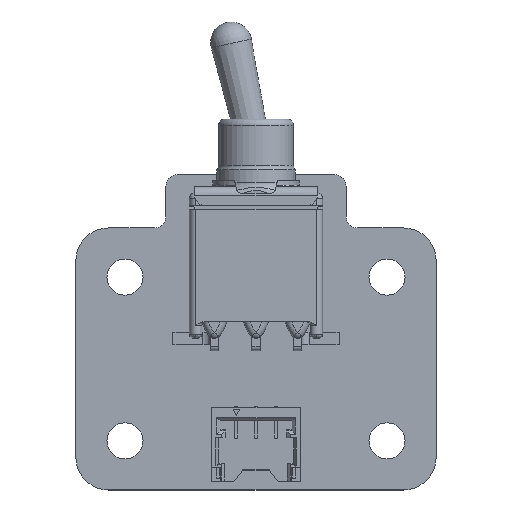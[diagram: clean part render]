
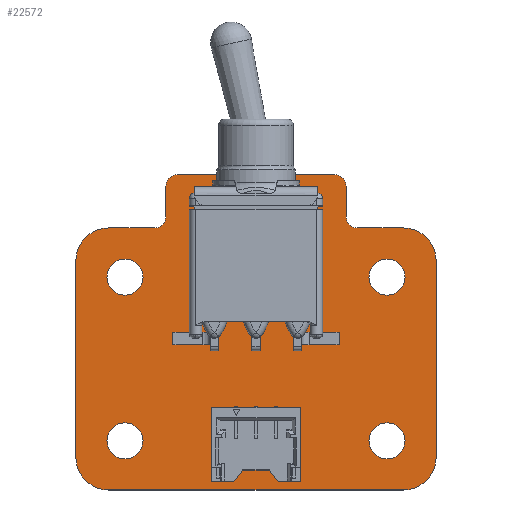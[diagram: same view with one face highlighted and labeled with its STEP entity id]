
A CAD part, top view. The second image highlights one B-rep face of the part: STEP entity #22572.
In plain terms, the highlighted planar face has unit normal (0, 0, 1).
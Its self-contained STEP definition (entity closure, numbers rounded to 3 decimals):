
#22311 = VERTEX_POINT('',#22312);
#22312 = CARTESIAN_POINT('',(157.8,-38.75,0.6));
#22318 = EDGE_CURVE('',#22311,#22319,#22321,.T.);
#22319 = VERTEX_POINT('',#22320);
#22320 = CARTESIAN_POINT('',(158.5,-39.45,0.6));
#22321 = CIRCLE('',#22322,0.7);
#22322 = AXIS2_PLACEMENT_3D('',#22323,#22324,#22325);
#22323 = CARTESIAN_POINT('',(157.8,-39.45,0.6));
#22324 = DIRECTION('',(0.,0.,-1.));
#22325 = DIRECTION('',(0.,1.,0.));
#22353 = VERTEX_POINT('',#22354);
#22354 = CARTESIAN_POINT('',(148.2,-38.75,0.6));
#22360 = EDGE_CURVE('',#22353,#22311,#22361,.T.);
#22361 = LINE('',#22362,#22363);
#22362 = CARTESIAN_POINT('',(148.2,-38.75,0.6));
#22363 = VECTOR('',#22364,1.);
#22364 = DIRECTION('',(1.,0.,0.));
#22382 = EDGE_CURVE('',#22319,#22383,#22385,.T.);
#22383 = VERTEX_POINT('',#22384);
#22384 = CARTESIAN_POINT('',(158.5,-41.3,0.6));
#22385 = LINE('',#22386,#22387);
#22386 = CARTESIAN_POINT('',(158.5,-39.45,0.6));
#22387 = VECTOR('',#22388,1.);
#22388 = DIRECTION('',(0.,-1.,0.));
#22572 = ADVANCED_FACE('',(#22573,#22687,#22698,#22709,#22720),#22731,
  .F.);
#22573 = FACE_BOUND('',#22574,.F.);
#22574 = EDGE_LOOP('',(#22575,#22576,#22577,#22586,#22594,#22603,#22611,
    #22620,#22628,#22637,#22645,#22654,#22662,#22671,#22679,#22686));
#22575 = ORIENTED_EDGE('',*,*,#22318,.T.);
#22576 = ORIENTED_EDGE('',*,*,#22382,.T.);
#22577 = ORIENTED_EDGE('',*,*,#22578,.T.);
#22578 = EDGE_CURVE('',#22383,#22579,#22581,.T.);
#22579 = VERTEX_POINT('',#22580);
#22580 = CARTESIAN_POINT('',(159.2,-42.,0.6));
#22581 = CIRCLE('',#22582,0.7);
#22582 = AXIS2_PLACEMENT_3D('',#22583,#22584,#22585);
#22583 = CARTESIAN_POINT('',(159.2,-41.3,0.6));
#22584 = DIRECTION('',(0.,0.,1.));
#22585 = DIRECTION('',(-1.,0.,0.));
#22586 = ORIENTED_EDGE('',*,*,#22587,.T.);
#22587 = EDGE_CURVE('',#22579,#22588,#22590,.T.);
#22588 = VERTEX_POINT('',#22589);
#22589 = CARTESIAN_POINT('',(162.,-42.,0.6));
#22590 = LINE('',#22591,#22592);
#22591 = CARTESIAN_POINT('',(159.2,-42.,0.6));
#22592 = VECTOR('',#22593,1.);
#22593 = DIRECTION('',(1.,0.,0.));
#22594 = ORIENTED_EDGE('',*,*,#22595,.T.);
#22595 = EDGE_CURVE('',#22588,#22596,#22598,.T.);
#22596 = VERTEX_POINT('',#22597);
#22597 = CARTESIAN_POINT('',(164.,-44.,0.6));
#22598 = CIRCLE('',#22599,2.);
#22599 = AXIS2_PLACEMENT_3D('',#22600,#22601,#22602);
#22600 = CARTESIAN_POINT('',(162.,-44.,0.6));
#22601 = DIRECTION('',(0.,0.,-1.));
#22602 = DIRECTION('',(0.,1.,0.));
#22603 = ORIENTED_EDGE('',*,*,#22604,.T.);
#22604 = EDGE_CURVE('',#22596,#22605,#22607,.T.);
#22605 = VERTEX_POINT('',#22606);
#22606 = CARTESIAN_POINT('',(164.,-56.,0.6));
#22607 = LINE('',#22608,#22609);
#22608 = CARTESIAN_POINT('',(164.,-44.,0.6));
#22609 = VECTOR('',#22610,1.);
#22610 = DIRECTION('',(0.,-1.,0.));
#22611 = ORIENTED_EDGE('',*,*,#22612,.T.);
#22612 = EDGE_CURVE('',#22605,#22613,#22615,.T.);
#22613 = VERTEX_POINT('',#22614);
#22614 = CARTESIAN_POINT('',(162.,-58.,0.6));
#22615 = CIRCLE('',#22616,2.);
#22616 = AXIS2_PLACEMENT_3D('',#22617,#22618,#22619);
#22617 = CARTESIAN_POINT('',(162.,-56.,0.6));
#22618 = DIRECTION('',(0.,0.,-1.));
#22619 = DIRECTION('',(1.,0.,0.));
#22620 = ORIENTED_EDGE('',*,*,#22621,.T.);
#22621 = EDGE_CURVE('',#22613,#22622,#22624,.T.);
#22622 = VERTEX_POINT('',#22623);
#22623 = CARTESIAN_POINT('',(144.,-58.,0.6));
#22624 = LINE('',#22625,#22626);
#22625 = CARTESIAN_POINT('',(162.,-58.,0.6));
#22626 = VECTOR('',#22627,1.);
#22627 = DIRECTION('',(-1.,0.,0.));
#22628 = ORIENTED_EDGE('',*,*,#22629,.T.);
#22629 = EDGE_CURVE('',#22622,#22630,#22632,.T.);
#22630 = VERTEX_POINT('',#22631);
#22631 = CARTESIAN_POINT('',(142.,-56.,0.6));
#22632 = CIRCLE('',#22633,2.);
#22633 = AXIS2_PLACEMENT_3D('',#22634,#22635,#22636);
#22634 = CARTESIAN_POINT('',(144.,-56.,0.6));
#22635 = DIRECTION('',(0.,0.,-1.));
#22636 = DIRECTION('',(0.,-1.,0.));
#22637 = ORIENTED_EDGE('',*,*,#22638,.T.);
#22638 = EDGE_CURVE('',#22630,#22639,#22641,.T.);
#22639 = VERTEX_POINT('',#22640);
#22640 = CARTESIAN_POINT('',(142.,-44.,0.6));
#22641 = LINE('',#22642,#22643);
#22642 = CARTESIAN_POINT('',(142.,-56.,0.6));
#22643 = VECTOR('',#22644,1.);
#22644 = DIRECTION('',(0.,1.,0.));
#22645 = ORIENTED_EDGE('',*,*,#22646,.T.);
#22646 = EDGE_CURVE('',#22639,#22647,#22649,.T.);
#22647 = VERTEX_POINT('',#22648);
#22648 = CARTESIAN_POINT('',(144.,-42.,0.6));
#22649 = CIRCLE('',#22650,2.);
#22650 = AXIS2_PLACEMENT_3D('',#22651,#22652,#22653);
#22651 = CARTESIAN_POINT('',(144.,-44.,0.6));
#22652 = DIRECTION('',(0.,0.,-1.));
#22653 = DIRECTION('',(-1.,0.,-0.));
#22654 = ORIENTED_EDGE('',*,*,#22655,.T.);
#22655 = EDGE_CURVE('',#22647,#22656,#22658,.T.);
#22656 = VERTEX_POINT('',#22657);
#22657 = CARTESIAN_POINT('',(146.8,-42.,0.6));
#22658 = LINE('',#22659,#22660);
#22659 = CARTESIAN_POINT('',(144.,-42.,0.6));
#22660 = VECTOR('',#22661,1.);
#22661 = DIRECTION('',(1.,0.,0.));
#22662 = ORIENTED_EDGE('',*,*,#22663,.T.);
#22663 = EDGE_CURVE('',#22656,#22664,#22666,.T.);
#22664 = VERTEX_POINT('',#22665);
#22665 = CARTESIAN_POINT('',(147.5,-41.3,0.6));
#22666 = CIRCLE('',#22667,0.7);
#22667 = AXIS2_PLACEMENT_3D('',#22668,#22669,#22670);
#22668 = CARTESIAN_POINT('',(146.8,-41.3,0.6));
#22669 = DIRECTION('',(0.,0.,1.));
#22670 = DIRECTION('',(0.,-1.,0.));
#22671 = ORIENTED_EDGE('',*,*,#22672,.T.);
#22672 = EDGE_CURVE('',#22664,#22673,#22675,.T.);
#22673 = VERTEX_POINT('',#22674);
#22674 = CARTESIAN_POINT('',(147.5,-39.45,0.6));
#22675 = LINE('',#22676,#22677);
#22676 = CARTESIAN_POINT('',(147.5,-41.3,0.6));
#22677 = VECTOR('',#22678,1.);
#22678 = DIRECTION('',(0.,1.,0.));
#22679 = ORIENTED_EDGE('',*,*,#22680,.T.);
#22680 = EDGE_CURVE('',#22673,#22353,#22681,.T.);
#22681 = CIRCLE('',#22682,0.7);
#22682 = AXIS2_PLACEMENT_3D('',#22683,#22684,#22685);
#22683 = CARTESIAN_POINT('',(148.2,-39.45,0.6));
#22684 = DIRECTION('',(0.,0.,-1.));
#22685 = DIRECTION('',(-1.,0.,-0.));
#22686 = ORIENTED_EDGE('',*,*,#22360,.T.);
#22687 = FACE_BOUND('',#22688,.F.);
#22688 = EDGE_LOOP('',(#22689));
#22689 = ORIENTED_EDGE('',*,*,#22690,.F.);
#22690 = EDGE_CURVE('',#22691,#22691,#22693,.T.);
#22691 = VERTEX_POINT('',#22692);
#22692 = CARTESIAN_POINT('',(161.,-56.1,0.6));
#22693 = CIRCLE('',#22694,1.1);
#22694 = AXIS2_PLACEMENT_3D('',#22695,#22696,#22697);
#22695 = CARTESIAN_POINT('',(161.,-55.,0.6));
#22696 = DIRECTION('',(-0.,0.,-1.));
#22697 = DIRECTION('',(-0.,-1.,0.));
#22698 = FACE_BOUND('',#22699,.F.);
#22699 = EDGE_LOOP('',(#22700));
#22700 = ORIENTED_EDGE('',*,*,#22701,.F.);
#22701 = EDGE_CURVE('',#22702,#22702,#22704,.T.);
#22702 = VERTEX_POINT('',#22703);
#22703 = CARTESIAN_POINT('',(145.,-56.1,0.6));
#22704 = CIRCLE('',#22705,1.1);
#22705 = AXIS2_PLACEMENT_3D('',#22706,#22707,#22708);
#22706 = CARTESIAN_POINT('',(145.,-55.,0.6));
#22707 = DIRECTION('',(-0.,0.,-1.));
#22708 = DIRECTION('',(-0.,-1.,0.));
#22709 = FACE_BOUND('',#22710,.F.);
#22710 = EDGE_LOOP('',(#22711));
#22711 = ORIENTED_EDGE('',*,*,#22712,.F.);
#22712 = EDGE_CURVE('',#22713,#22713,#22715,.T.);
#22713 = VERTEX_POINT('',#22714);
#22714 = CARTESIAN_POINT('',(161.,-46.1,0.6));
#22715 = CIRCLE('',#22716,1.1);
#22716 = AXIS2_PLACEMENT_3D('',#22717,#22718,#22719);
#22717 = CARTESIAN_POINT('',(161.,-45.,0.6));
#22718 = DIRECTION('',(-0.,0.,-1.));
#22719 = DIRECTION('',(-0.,-1.,0.));
#22720 = FACE_BOUND('',#22721,.F.);
#22721 = EDGE_LOOP('',(#22722));
#22722 = ORIENTED_EDGE('',*,*,#22723,.F.);
#22723 = EDGE_CURVE('',#22724,#22724,#22726,.T.);
#22724 = VERTEX_POINT('',#22725);
#22725 = CARTESIAN_POINT('',(145.,-46.1,0.6));
#22726 = CIRCLE('',#22727,1.1);
#22727 = AXIS2_PLACEMENT_3D('',#22728,#22729,#22730);
#22728 = CARTESIAN_POINT('',(145.,-45.,0.6));
#22729 = DIRECTION('',(-0.,0.,-1.));
#22730 = DIRECTION('',(-0.,-1.,0.));
#22731 = PLANE('',#22732);
#22732 = AXIS2_PLACEMENT_3D('',#22733,#22734,#22735);
#22733 = CARTESIAN_POINT('',(153.,-48.889,0.6));
#22734 = DIRECTION('',(-0.,-0.,-1.));
#22735 = DIRECTION('',(-1.,0.,0.));
